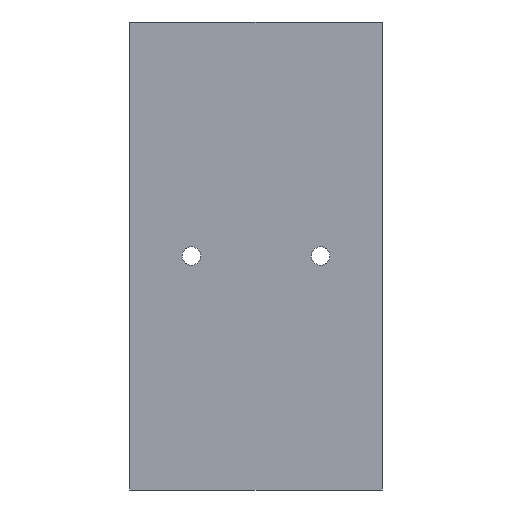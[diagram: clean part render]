
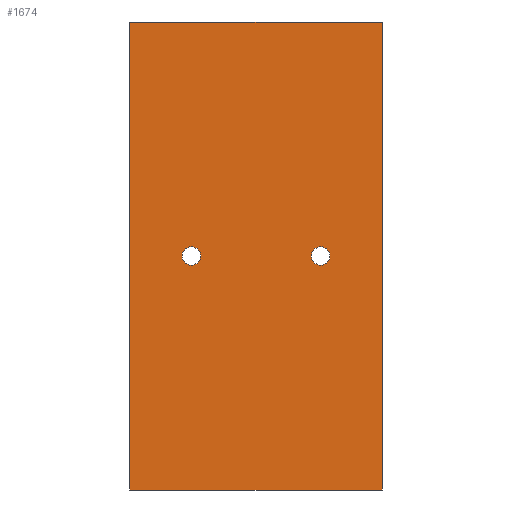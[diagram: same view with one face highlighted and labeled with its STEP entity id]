
A CAD part, front view. The second image highlights one B-rep face of the part: STEP entity #1674.
In plain terms, the highlighted planar face has unit normal (0, -1, 0).
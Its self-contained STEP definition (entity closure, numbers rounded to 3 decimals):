
#20 = LINE ( 'NONE', #2243, #2400 ) ;
#26 = LINE ( 'NONE', #473, #939 ) ;
#29 = VECTOR ( 'NONE', #329, 1000. ) ;
#85 = CARTESIAN_POINT ( 'NONE',  ( -10.5, 0., 0. ) ) ;
#160 = DIRECTION ( 'NONE',  ( 0., 0., 1. ) ) ;
#227 = EDGE_CURVE ( 'NONE', #292, #2527, #1673, .T. ) ;
#292 = VERTEX_POINT ( 'NONE', #3837 ) ;
#321 = CARTESIAN_POINT ( 'NONE',  ( 20.5, 0., 38. ) ) ;
#329 = DIRECTION ( 'NONE',  ( -1., 0., 0. ) ) ;
#367 = EDGE_CURVE ( 'NONE', #929, #292, #2020, .T. ) ;
#394 = DIRECTION ( 'NONE',  ( 0., 0., -1. ) ) ;
#400 = DIRECTION ( 'NONE',  ( 1., 0., 0. ) ) ;
#408 = CIRCLE ( 'NONE', #2826, 1.5 ) ;
#473 = CARTESIAN_POINT ( 'NONE',  ( -20.5, 0., 0. ) ) ;
#563 = AXIS2_PLACEMENT_3D ( 'NONE', #1338, #3535, #1657 ) ;
#598 = FACE_OUTER_BOUND ( 'NONE', #3221, .T. ) ;
#615 = EDGE_CURVE ( 'NONE', #732, #915, #3537, .T. ) ;
#625 = EDGE_LOOP ( 'NONE', ( #1436, #3397 ) ) ;
#699 = EDGE_CURVE ( 'NONE', #2527, #3398, #26, .T. ) ;
#732 = VERTEX_POINT ( 'NONE', #2038 ) ;
#915 = VERTEX_POINT ( 'NONE', #1848 ) ;
#929 = VERTEX_POINT ( 'NONE', #321 ) ;
#939 = VECTOR ( 'NONE', #2645, 1000. ) ;
#982 = AXIS2_PLACEMENT_3D ( 'NONE', #3886, #2011, #160 ) ;
#994 = DIRECTION ( 'NONE',  ( 0., 0., -1. ) ) ;
#1019 = VERTEX_POINT ( 'NONE', #2251 ) ;
#1028 = VERTEX_POINT ( 'NONE', #3197 ) ;
#1034 = CIRCLE ( 'NONE', #2996, 1.5 ) ;
#1141 = EDGE_CURVE ( 'NONE', #3398, #929, #20, .T. ) ;
#1176 = VECTOR ( 'NONE', #994, 1000. ) ;
#1244 = ORIENTED_EDGE ( 'NONE', *, *, #1549, .F. ) ;
#1338 = CARTESIAN_POINT ( 'NONE',  ( 10.5, 0., 0. ) ) ;
#1352 = CARTESIAN_POINT ( 'NONE',  ( -10.5, 0., 0. ) ) ;
#1371 = CARTESIAN_POINT ( 'NONE',  ( 10.5, 0., 0. ) ) ;
#1436 = ORIENTED_EDGE ( 'NONE', *, *, #3918, .F. ) ;
#1548 = ORIENTED_EDGE ( 'NONE', *, *, #3494, .F. ) ;
#1549 = EDGE_CURVE ( 'NONE', #1028, #1019, #2093, .T. ) ;
#1557 = CARTESIAN_POINT ( 'NONE',  ( 0., 0., -38. ) ) ;
#1657 = DIRECTION ( 'NONE',  ( 0., 0., -1. ) ) ;
#1665 = DIRECTION ( 'NONE',  ( 0., 0., -1. ) ) ;
#1673 = LINE ( 'NONE', #1557, #29 ) ;
#1674 = ADVANCED_FACE ( 'NONE', ( #3915, #598, #2249 ), #1689, .F. ) ;
#1680 = DIRECTION ( 'NONE',  ( 0., 0., -1. ) ) ;
#1689 = PLANE ( 'NONE',  #982 ) ;
#1848 = CARTESIAN_POINT ( 'NONE',  ( 10.5, 0., -1.5 ) ) ;
#2011 = DIRECTION ( 'NONE',  ( 0., 1., 0. ) ) ;
#2020 = LINE ( 'NONE', #2861, #1176 ) ;
#2038 = CARTESIAN_POINT ( 'NONE',  ( 10.5, 0., 1.5 ) ) ;
#2071 = ORIENTED_EDGE ( 'NONE', *, *, #367, .F. ) ;
#2093 = CIRCLE ( 'NONE', #3028, 1.5 ) ;
#2178 = ORIENTED_EDGE ( 'NONE', *, *, #699, .F. ) ;
#2243 = CARTESIAN_POINT ( 'NONE',  ( 0., 0., 38. ) ) ;
#2249 = FACE_BOUND ( 'NONE', #2919, .T. ) ;
#2251 = CARTESIAN_POINT ( 'NONE',  ( -10.5, 0., 1.5 ) ) ;
#2255 = DIRECTION ( 'NONE',  ( 0., -1., 0. ) ) ;
#2400 = VECTOR ( 'NONE', #400, 1000. ) ;
#2473 = ORIENTED_EDGE ( 'NONE', *, *, #227, .F. ) ;
#2527 = VERTEX_POINT ( 'NONE', #2853 ) ;
#2645 = DIRECTION ( 'NONE',  ( 0., 0., 1. ) ) ;
#2826 = AXIS2_PLACEMENT_3D ( 'NONE', #1371, #3564, #1680 ) ;
#2853 = CARTESIAN_POINT ( 'NONE',  ( -20.5, 0., -38. ) ) ;
#2861 = CARTESIAN_POINT ( 'NONE',  ( 20.5, 0., 0. ) ) ;
#2919 = EDGE_LOOP ( 'NONE', ( #1244, #1548 ) ) ;
#2996 = AXIS2_PLACEMENT_3D ( 'NONE', #1352, #3541, #1665 ) ;
#3028 = AXIS2_PLACEMENT_3D ( 'NONE', #85, #2255, #394 ) ;
#3197 = CARTESIAN_POINT ( 'NONE',  ( -10.5, 0., -1.5 ) ) ;
#3221 = EDGE_LOOP ( 'NONE', ( #3849, #2178, #2473, #2071 ) ) ;
#3397 = ORIENTED_EDGE ( 'NONE', *, *, #615, .F. ) ;
#3398 = VERTEX_POINT ( 'NONE', #3786 ) ;
#3494 = EDGE_CURVE ( 'NONE', #1019, #1028, #1034, .T. ) ;
#3535 = DIRECTION ( 'NONE',  ( 0., -1., 0. ) ) ;
#3537 = CIRCLE ( 'NONE', #563, 1.5 ) ;
#3541 = DIRECTION ( 'NONE',  ( 0., -1., 0. ) ) ;
#3564 = DIRECTION ( 'NONE',  ( 0., -1., 0. ) ) ;
#3786 = CARTESIAN_POINT ( 'NONE',  ( -20.5, 0., 38. ) ) ;
#3837 = CARTESIAN_POINT ( 'NONE',  ( 20.5, 0., -38. ) ) ;
#3849 = ORIENTED_EDGE ( 'NONE', *, *, #1141, .F. ) ;
#3886 = CARTESIAN_POINT ( 'NONE',  ( 0., 0., 0. ) ) ;
#3915 = FACE_BOUND ( 'NONE', #625, .T. ) ;
#3918 = EDGE_CURVE ( 'NONE', #915, #732, #408, .T. ) ;
